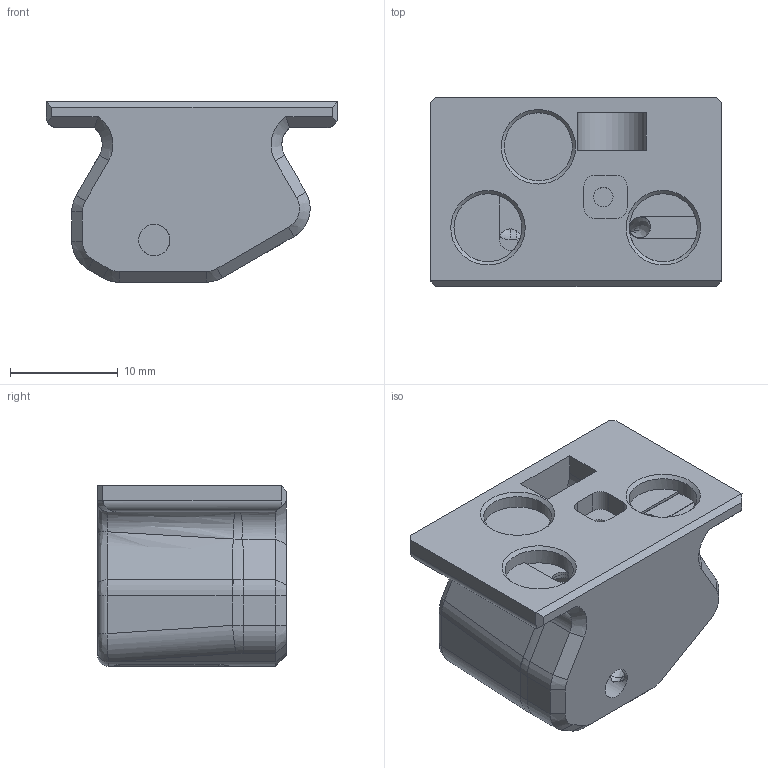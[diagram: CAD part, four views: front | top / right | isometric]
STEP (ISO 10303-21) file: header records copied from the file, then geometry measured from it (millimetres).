
FILE_DESCRIPTION(/* description */ (''),/* implementation_level */ '2;1');
FILE_NAME(/* name */ 'UKNF screwpin.step',/* time_stamp */ '2022-06-07T18:00:49-07:00',/* author */ (''),/* organization */ (''),/* preprocessor_version */ 'ST-DEVELOPER v19',/* originating_system */ 'Autodesk Translation Framework v11.7.0.108',/* authorisation */ '');
FILE_SCHEMA (('AUTOMOTIVE_DESIGN { 1 0 10303 214 3 1 1 }'));
Length unit declared in the file: millimetre
Products named in the file (1): screwpin
Bounding box: 27 x 17.5 x 16.72 mm (x, y, z)
Volume: 7811.7 mm3; surface area: 6024.2 mm2
Topology: 2 solids, 2 shells, 334 faces, 872 edges, 545 vertices
Faces by surface type: plane 126, cylinder 90, bspline 78, torus 18, cone 16, sphere 6
Full cylindrical faces by diameter (mm): 1.8 x2, 2.9 x2, 6.3 x6
Entity records: 17498 total; most frequent: CARTESIAN_POINT 9718, ORIENTED_EDGE 1744, DIRECTION 1420, EDGE_CURVE 872, VERTEX_POINT 545, AXIS2_PLACEMENT_3D 507, LINE 406, VECTOR 406
